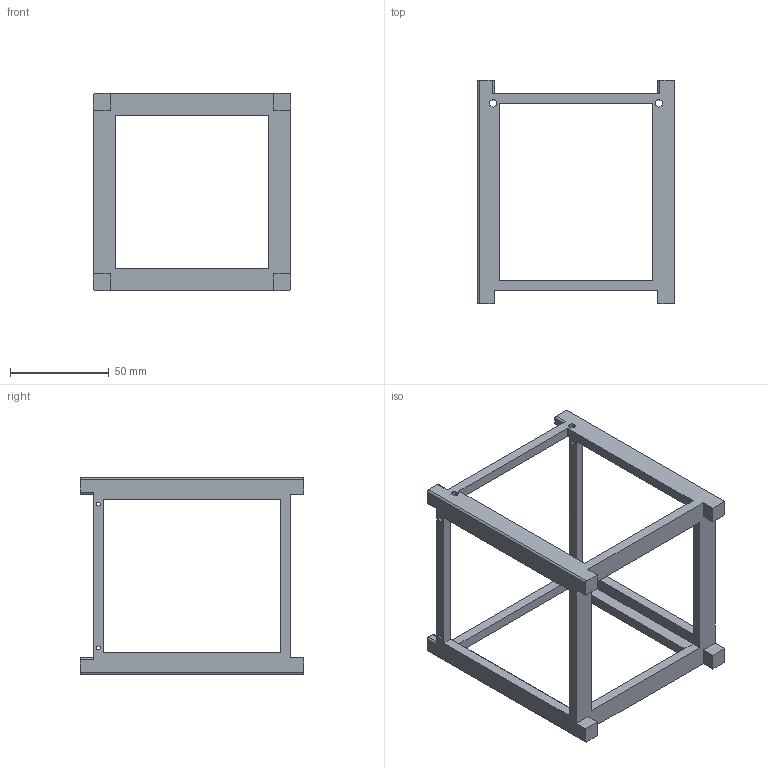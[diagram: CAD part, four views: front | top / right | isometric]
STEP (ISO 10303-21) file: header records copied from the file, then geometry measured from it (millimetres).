
FILE_DESCRIPTION(('STEP AP242'), '1');
FILE_NAME('22.12', '', ('UNSPECIFIED'), ('UNSPECIFIED'), 'C3D Converter', 'C3D Toolkit', '');
FILE_SCHEMA(('AP242_MANAGED_MODEL_BASED_3D_ENGINEERING_MIM_LF { 1 0 10303 442 1 1 4 }'));
Length unit declared in the file: millimetre
Bounding box: 100 x 113.5 x 100 mm (x, y, z)
Volume: 62883.8 mm3; surface area: 36051.6 mm2
Topology: 1 solids, 1 shells, 101 faces, 309 edges, 206 vertices
Faces by surface type: plane 78, cylinder 23
Full cylindrical faces by diameter (mm): 2 x4
Entity records: 3728 total; most frequent: CARTESIAN_POINT 639, ORIENTED_EDGE 610, DIRECTION 575, EDGE_CURVE 305, LINE 259, VECTOR 259, VERTEX_POINT 206, AXIS2_PLACEMENT_3D 158
